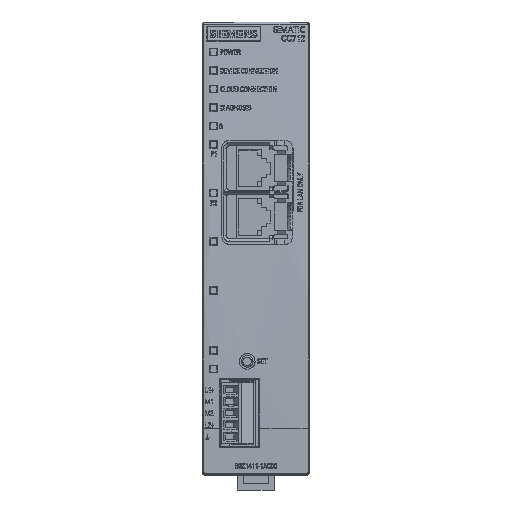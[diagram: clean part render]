
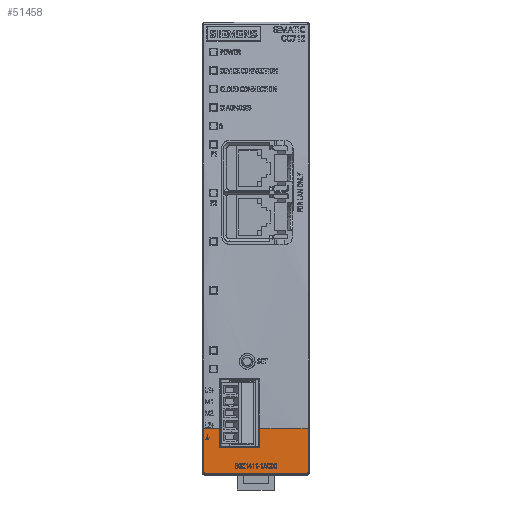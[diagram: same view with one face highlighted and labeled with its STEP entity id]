
A CAD part, top view. The second image highlights one B-rep face of the part: STEP entity #51458.
In plain terms, the highlighted planar face has unit normal (0, 0, 1).
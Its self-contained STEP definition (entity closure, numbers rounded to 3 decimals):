
#242 = VERTEX_POINT ( 'NONE', #53409 ) ;
#328 = VERTEX_POINT ( 'NONE', #103147 ) ;
#2246 = VERTEX_POINT ( 'NONE', #110142 ) ;
#2938 = EDGE_CURVE ( 'NONE', #16861, #74629, #57702, .T. ) ;
#4401 = LINE ( 'NONE', #48417, #79254 ) ;
#5004 = CARTESIAN_POINT ( 'NONE',  ( -11.494, -64.689, 90.313 ) ) ;
#5735 = AXIS2_PLACEMENT_3D ( 'NONE', #24104, #15927, #75818 ) ;
#8010 = CARTESIAN_POINT ( 'NONE',  ( 1.28, -64.689, 90.313 ) ) ;
#8461 = B_SPLINE_CURVE_WITH_KNOTS ( 'NONE', 3,
 ( #19556, #71253, #19193, #44611 ),
 .UNSPECIFIED., .F., .F.,
 ( 4, 4 ),
 ( 0., 1. ),
 .UNSPECIFIED. ) ;
#8998 = CARTESIAN_POINT ( 'NONE',  ( -10.989, -58.5, 90.313 ) ) ;
#9307 = ORIENTED_EDGE ( 'NONE', *, *, #25878, .T. ) ;
#10623 = EDGE_CURVE ( 'NONE', #74629, #77733, #36592, .T. ) ;
#13155 = DIRECTION ( 'NONE',  ( -1., 0., 0. ) ) ;
#13467 = CARTESIAN_POINT ( 'NONE',  ( -16.4, -72.5, 90.313 ) ) ;
#14666 = CARTESIAN_POINT ( 'NONE',  ( 1.28, -58.5, 90.313 ) ) ;
#15927 = DIRECTION ( 'NONE',  ( 0., 0., 1. ) ) ;
#16176 = CIRCLE ( 'NONE', #93991, 0.6 ) ;
#16394 = ORIENTED_EDGE ( 'NONE', *, *, #106422, .T. ) ;
#16861 = VERTEX_POINT ( 'NONE', #14666 ) ;
#17492 = LINE ( 'NONE', #8998, #75106 ) ;
#17976 = VECTOR ( 'NONE', #27821, 1000. ) ;
#18429 = VERTEX_POINT ( 'NONE', #19426 ) ;
#19015 = DIRECTION ( 'NONE',  ( -1., 0., 0. ) ) ;
#19193 = CARTESIAN_POINT ( 'NONE',  ( 14.247, -58.5, 90.313 ) ) ;
#19426 = CARTESIAN_POINT ( 'NONE',  ( 16.4, -73.1, 90.313 ) ) ;
#19556 = CARTESIAN_POINT ( 'NONE',  ( 15., -58.5, 90.313 ) ) ;
#20184 = VERTEX_POINT ( 'NONE', #93398 ) ;
#20407 = EDGE_CURVE ( 'NONE', #2246, #51441, #8461, .T. ) ;
#20745 = CARTESIAN_POINT ( 'NONE',  ( -16.4, -73.1, 90.313 ) ) ;
#20898 = EDGE_LOOP ( 'NONE', ( #96238, #21510, #73693, #88574, #102056, #92449, #99011, #16394, #53140, #70830, #9307, #54652 ) ) ;
#21360 = PLANE ( 'NONE',  #68379 ) ;
#21510 = ORIENTED_EDGE ( 'NONE', *, *, #2938, .T. ) ;
#21910 = DIRECTION ( 'NONE',  ( 0., -1., 0. ) ) ;
#24104 = CARTESIAN_POINT ( 'NONE',  ( 16.4, -72.5, 90.313 ) ) ;
#25253 = DIRECTION ( 'NONE',  ( 0., -1., 0. ) ) ;
#25602 = EDGE_CURVE ( 'NONE', #18429, #328, #40791, .T. ) ;
#25878 = EDGE_CURVE ( 'NONE', #20184, #2246, #87735, .T. ) ;
#27821 = DIRECTION ( 'NONE',  ( -1., 0., 0. ) ) ;
#29524 = VECTOR ( 'NONE', #102670, 1000. ) ;
#29565 = CARTESIAN_POINT ( 'NONE',  ( 13.87, -58.5, 90.313 ) ) ;
#32865 = DIRECTION ( 'NONE',  ( 0., -1., 0. ) ) ;
#34142 = CARTESIAN_POINT ( 'NONE',  ( -11.746, -58.5, 90.313 ) ) ;
#36592 = LINE ( 'NONE', #5004, #78127 ) ;
#36710 = VECTOR ( 'NONE', #45760, 1000. ) ;
#40791 = CIRCLE ( 'NONE', #5735, 0.6 ) ;
#42960 = VERTEX_POINT ( 'NONE', #107780 ) ;
#43545 = CARTESIAN_POINT ( 'NONE',  ( 17., -58.5, 90.313 ) ) ;
#44611 = CARTESIAN_POINT ( 'NONE',  ( 13.87, -58.5, 90.313 ) ) ;
#45760 = DIRECTION ( 'NONE',  ( 0., 1., 0. ) ) ;
#48417 = CARTESIAN_POINT ( 'NONE',  ( -16.4, -73.1, 90.313 ) ) ;
#51441 = VERTEX_POINT ( 'NONE', #29565 ) ;
#51458 = ADVANCED_FACE ( 'NONE', ( #91118 ), #21360, .T. ) ;
#51467 = CARTESIAN_POINT ( 'NONE',  ( -17., -58.5, 90.313 ) ) ;
#52256 = EDGE_CURVE ( 'NONE', #74486, #42960, #94746, .T. ) ;
#53140 = ORIENTED_EDGE ( 'NONE', *, *, #25602, .T. ) ;
#53409 = CARTESIAN_POINT ( 'NONE',  ( -11.746, -58.5, 90.313 ) ) ;
#54652 = ORIENTED_EDGE ( 'NONE', *, *, #20407, .T. ) ;
#56307 = LINE ( 'NONE', #34142, #29524 ) ;
#57604 = DIRECTION ( 'NONE',  ( 0., 0., 1. ) ) ;
#57702 = LINE ( 'NONE', #106865, #81690 ) ;
#60531 = CARTESIAN_POINT ( 'NONE',  ( 15., -58.5, 90.313 ) ) ;
#65583 = EDGE_CURVE ( 'NONE', #51441, #16861, #88612, .T. ) ;
#65970 = CARTESIAN_POINT ( 'NONE',  ( -17., -58.5, 90.313 ) ) ;
#68379 = AXIS2_PLACEMENT_3D ( 'NONE', #75617, #57604, #32865 ) ;
#68864 = DIRECTION ( 'NONE',  ( -1., 0., 0. ) ) ;
#70830 = ORIENTED_EDGE ( 'NONE', *, *, #109698, .T. ) ;
#71253 = CARTESIAN_POINT ( 'NONE',  ( 14.623, -58.5, 90.313 ) ) ;
#73693 = ORIENTED_EDGE ( 'NONE', *, *, #10623, .T. ) ;
#74486 = VERTEX_POINT ( 'NONE', #65970 ) ;
#74629 = VERTEX_POINT ( 'NONE', #8010 ) ;
#75106 = VECTOR ( 'NONE', #68864, 1000. ) ;
#75617 = CARTESIAN_POINT ( 'NONE',  ( 17.4, -58.5, 90.313 ) ) ;
#75818 = DIRECTION ( 'NONE',  ( 0., -1., 0. ) ) ;
#77733 = VERTEX_POINT ( 'NONE', #90325 ) ;
#78127 = VECTOR ( 'NONE', #13155, 1000. ) ;
#78361 = LINE ( 'NONE', #80942, #36710 ) ;
#79254 = VECTOR ( 'NONE', #100441, 1000. ) ;
#80942 = CARTESIAN_POINT ( 'NONE',  ( 17., -72.5, 90.313 ) ) ;
#81690 = VECTOR ( 'NONE', #21910, 1000. ) ;
#81942 = DIRECTION ( 'NONE',  ( -1., 0., 0. ) ) ;
#87735 = LINE ( 'NONE', #43545, #17976 ) ;
#88574 = ORIENTED_EDGE ( 'NONE', *, *, #92214, .T. ) ;
#88612 = LINE ( 'NONE', #60531, #108555 ) ;
#88885 = EDGE_CURVE ( 'NONE', #242, #74486, #17492, .T. ) ;
#90325 = CARTESIAN_POINT ( 'NONE',  ( -11.746, -64.689, 90.313 ) ) ;
#90738 = VERTEX_POINT ( 'NONE', #20745 ) ;
#91118 = FACE_OUTER_BOUND ( 'NONE', #20898, .T. ) ;
#92214 = EDGE_CURVE ( 'NONE', #77733, #242, #56307, .T. ) ;
#92449 = ORIENTED_EDGE ( 'NONE', *, *, #52256, .T. ) ;
#93398 = CARTESIAN_POINT ( 'NONE',  ( 17., -58.5, 90.313 ) ) ;
#93991 = AXIS2_PLACEMENT_3D ( 'NONE', #13467, #99538, #81942 ) ;
#94746 = LINE ( 'NONE', #51467, #105390 ) ;
#96238 = ORIENTED_EDGE ( 'NONE', *, *, #65583, .T. ) ;
#99011 = ORIENTED_EDGE ( 'NONE', *, *, #103805, .T. ) ;
#99538 = DIRECTION ( 'NONE',  ( 0., 0., 1. ) ) ;
#100441 = DIRECTION ( 'NONE',  ( 1., 0., 0. ) ) ;
#102056 = ORIENTED_EDGE ( 'NONE', *, *, #88885, .T. ) ;
#102670 = DIRECTION ( 'NONE',  ( 0., 1., 0. ) ) ;
#103147 = CARTESIAN_POINT ( 'NONE',  ( 17., -72.5, 90.313 ) ) ;
#103805 = EDGE_CURVE ( 'NONE', #42960, #90738, #16176, .T. ) ;
#105390 = VECTOR ( 'NONE', #25253, 1000. ) ;
#106422 = EDGE_CURVE ( 'NONE', #90738, #18429, #4401, .T. ) ;
#106865 = CARTESIAN_POINT ( 'NONE',  ( 1.28, -58.5, 90.313 ) ) ;
#107780 = CARTESIAN_POINT ( 'NONE',  ( -17., -72.5, 90.313 ) ) ;
#108555 = VECTOR ( 'NONE', #19015, 1000. ) ;
#109698 = EDGE_CURVE ( 'NONE', #328, #20184, #78361, .T. ) ;
#110142 = CARTESIAN_POINT ( 'NONE',  ( 15., -58.5, 90.313 ) ) ;
